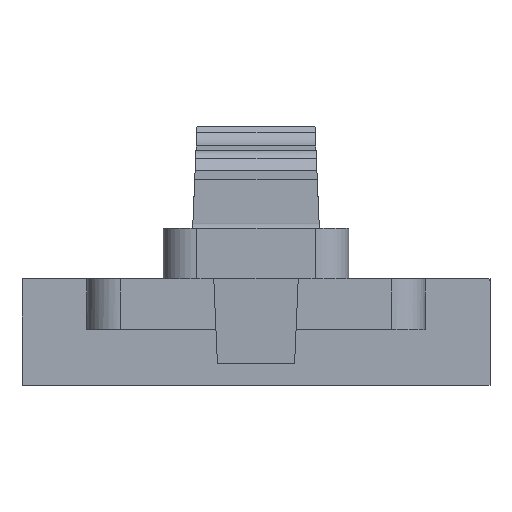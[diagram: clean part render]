
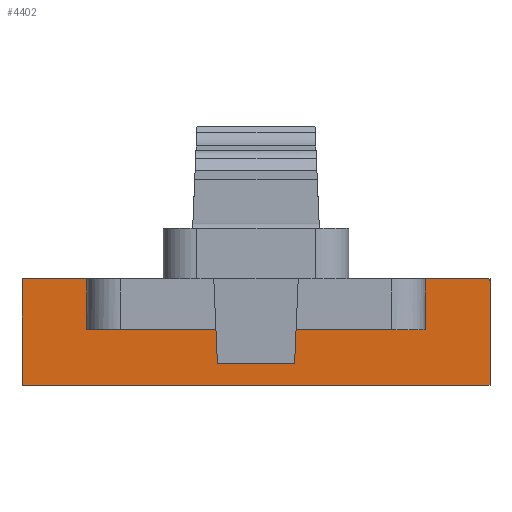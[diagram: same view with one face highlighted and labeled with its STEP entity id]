
A CAD part, front view. The second image highlights one B-rep face of the part: STEP entity #4402.
In plain terms, the highlighted planar face has unit normal (0, -1, 0).
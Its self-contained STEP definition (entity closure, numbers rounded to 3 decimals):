
#4386=AXIS2_PLACEMENT_3D('Plane Axis2P3D',#4383,#4384,#4385) ;
#165=CARTESIAN_POINT('Line Origine',(13.842,15.24,3.3)) ;
#169=CARTESIAN_POINT('Vertex',(3.842,15.24,3.3)) ;
#171=CARTESIAN_POINT('Vertex',(23.842,15.24,3.3)) ;
#618=CARTESIAN_POINT('Line Origine',(3.842,15.24,4.8)) ;
#622=CARTESIAN_POINT('Vertex',(3.842,15.24,6.3)) ;
#753=CARTESIAN_POINT('Line Origine',(23.842,15.24,4.8)) ;
#757=CARTESIAN_POINT('Vertex',(23.842,15.24,6.3)) ;
#3972=CARTESIAN_POINT('Line Origine',(24.087,15.24,6.3)) ;
#3976=CARTESIAN_POINT('Vertex',(24.332,15.24,6.3)) ;
#3979=CARTESIAN_POINT('Line Origine',(25.508,15.24,6.3)) ;
#3983=CARTESIAN_POINT('Vertex',(26.685,15.24,6.3)) ;
#3986=CARTESIAN_POINT('Line Origine',(27.185,15.24,6.3)) ;
#3990=CARTESIAN_POINT('Vertex',(27.685,15.24,6.3)) ;
#4122=CARTESIAN_POINT('Vertex',(0.,15.24,6.3)) ;
#4125=CARTESIAN_POINT('Line Origine',(0.5,15.24,6.3)) ;
#4129=CARTESIAN_POINT('Vertex',(1.,15.24,6.3)) ;
#4132=CARTESIAN_POINT('Line Origine',(1.959,15.24,6.3)) ;
#4136=CARTESIAN_POINT('Vertex',(2.918,15.24,6.3)) ;
#4139=CARTESIAN_POINT('Line Origine',(3.38,15.24,6.3)) ;
#4199=CARTESIAN_POINT('Vertex',(0.,15.24,0.)) ;
#4202=CARTESIAN_POINT('Line Origine',(0.,15.24,3.15)) ;
#4229=CARTESIAN_POINT('Vertex',(27.685,15.24,0.)) ;
#4234=CARTESIAN_POINT('Line Origine',(13.842,15.24,0.)) ;
#4360=CARTESIAN_POINT('Line Origine',(27.685,15.24,3.15)) ;
#4383=CARTESIAN_POINT('Axis2P3D Location',(27.685,15.24,6.3)) ;
#166=DIRECTION('Vector Direction',(-1.,0.,0.)) ;
#619=DIRECTION('Vector Direction',(0.,0.,1.)) ;
#754=DIRECTION('Vector Direction',(0.,0.,1.)) ;
#3973=DIRECTION('Vector Direction',(1.,0.,0.)) ;
#3980=DIRECTION('Vector Direction',(1.,0.,0.)) ;
#3987=DIRECTION('Vector Direction',(-1.,0.,0.)) ;
#4126=DIRECTION('Vector Direction',(-1.,0.,0.)) ;
#4133=DIRECTION('Vector Direction',(1.,0.,0.)) ;
#4140=DIRECTION('Vector Direction',(1.,0.,0.)) ;
#4203=DIRECTION('Vector Direction',(0.,0.,-1.)) ;
#4235=DIRECTION('Vector Direction',(-1.,0.,0.)) ;
#4361=DIRECTION('Vector Direction',(0.,0.,-1.)) ;
#4384=DIRECTION('Axis2P3D Direction',(0.,-1.,0.)) ;
#4385=DIRECTION('Axis2P3D XDirection',(-1.,0.,0.)) ;
#167=VECTOR('Line Direction',#166,1.) ;
#620=VECTOR('Line Direction',#619,1.) ;
#755=VECTOR('Line Direction',#754,1.) ;
#3974=VECTOR('Line Direction',#3973,1.) ;
#3981=VECTOR('Line Direction',#3980,1.) ;
#3988=VECTOR('Line Direction',#3987,1.) ;
#4127=VECTOR('Line Direction',#4126,1.) ;
#4134=VECTOR('Line Direction',#4133,1.) ;
#4141=VECTOR('Line Direction',#4140,1.) ;
#4204=VECTOR('Line Direction',#4203,1.) ;
#4236=VECTOR('Line Direction',#4235,1.) ;
#4362=VECTOR('Line Direction',#4361,1.) ;
#4389=ORIENTED_EDGE('',*,*,#3992,.T.) ;
#4390=ORIENTED_EDGE('',*,*,#3985,.T.) ;
#4391=ORIENTED_EDGE('',*,*,#3978,.T.) ;
#4392=ORIENTED_EDGE('',*,*,#759,.F.) ;
#4393=ORIENTED_EDGE('',*,*,#173,.F.) ;
#4394=ORIENTED_EDGE('',*,*,#624,.T.) ;
#4395=ORIENTED_EDGE('',*,*,#4143,.T.) ;
#4396=ORIENTED_EDGE('',*,*,#4138,.T.) ;
#4397=ORIENTED_EDGE('',*,*,#4131,.T.) ;
#4398=ORIENTED_EDGE('',*,*,#4206,.T.) ;
#4399=ORIENTED_EDGE('',*,*,#4238,.T.) ;
#4400=ORIENTED_EDGE('',*,*,#4364,.T.) ;
#4402=ADVANCED_FACE('RASTFUSS',(#4401),#4387,.T.) ;
#173=EDGE_CURVE('',#170,#172,#168,.F.) ;
#624=EDGE_CURVE('',#170,#623,#621,.T.) ;
#759=EDGE_CURVE('',#172,#758,#756,.T.) ;
#3978=EDGE_CURVE('',#3977,#758,#3975,.F.) ;
#3985=EDGE_CURVE('',#3984,#3977,#3982,.F.) ;
#3992=EDGE_CURVE('',#3991,#3984,#3989,.T.) ;
#4131=EDGE_CURVE('',#4130,#4123,#4128,.T.) ;
#4138=EDGE_CURVE('',#4137,#4130,#4135,.F.) ;
#4143=EDGE_CURVE('',#623,#4137,#4142,.F.) ;
#4206=EDGE_CURVE('',#4123,#4200,#4205,.T.) ;
#4238=EDGE_CURVE('',#4200,#4230,#4237,.F.) ;
#4364=EDGE_CURVE('',#4230,#3991,#4363,.F.) ;
#4388=EDGE_LOOP('',(#4389,#4390,#4391,#4392,#4393,#4394,#4395,#4396,#4397,#4398,#4399,#4400)) ;
#4401=FACE_OUTER_BOUND('',#4388,.T.) ;
#168=LINE('Line',#165,#167) ;
#621=LINE('Line',#618,#620) ;
#756=LINE('Line',#753,#755) ;
#3975=LINE('Line',#3972,#3974) ;
#3982=LINE('Line',#3979,#3981) ;
#3989=LINE('Line',#3986,#3988) ;
#4128=LINE('Line',#4125,#4127) ;
#4135=LINE('Line',#4132,#4134) ;
#4142=LINE('Line',#4139,#4141) ;
#4205=LINE('Line',#4202,#4204) ;
#4237=LINE('Line',#4234,#4236) ;
#4363=LINE('Line',#4360,#4362) ;
#4387=PLANE('',#4386) ;
#170=VERTEX_POINT('',#169) ;
#172=VERTEX_POINT('',#171) ;
#623=VERTEX_POINT('',#622) ;
#758=VERTEX_POINT('',#757) ;
#3977=VERTEX_POINT('',#3976) ;
#3984=VERTEX_POINT('',#3983) ;
#3991=VERTEX_POINT('',#3990) ;
#4123=VERTEX_POINT('',#4122) ;
#4130=VERTEX_POINT('',#4129) ;
#4137=VERTEX_POINT('',#4136) ;
#4200=VERTEX_POINT('',#4199) ;
#4230=VERTEX_POINT('',#4229) ;
